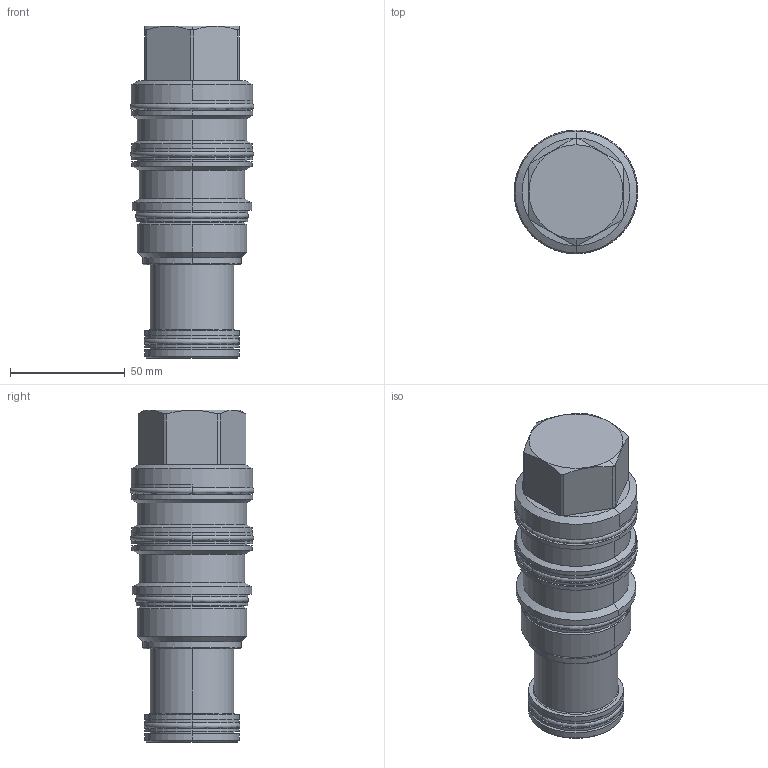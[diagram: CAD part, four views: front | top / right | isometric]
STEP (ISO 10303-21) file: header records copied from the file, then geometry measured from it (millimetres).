
FILE_DESCRIPTION((''),'2;1');
FILE_NAME('FKIA-XCN_PRT','2016-12-15T',('Administrator'),(''),'PRO/ENGINEER BY PARAMETRIC TECHNOLOGY CORPORATION, 2006240','PRO/ENGINEER BY PARAMETRIC TECHNOLOGY CORPORATION, 2006240','');
FILE_SCHEMA(('CONFIG_CONTROL_DESIGN'));
Length unit declared in the file: inch
Products named in the file (1): FKIA-XCN_PRT
Bounding box: 53.84 x 53.84 x 144.6 mm (x, y, z)
Volume: 230505.5 mm3; surface area: 36935.8 mm2
Topology: 7 solids, 8 shells, 169 faces, 354 edges, 208 vertices
Faces by surface type: cylinder 66, plane 35, torus 30, cone 22, revolution 16
Entity records: 5456 total; most frequent: CARTESIAN_POINT 1699, DIRECTION 852, ORIENTED_EDGE 708, AXIS2_PLACEMENT_3D 367, EDGE_CURVE 354, CIRCLE 214, VERTEX_POINT 208, EDGE_LOOP 190
